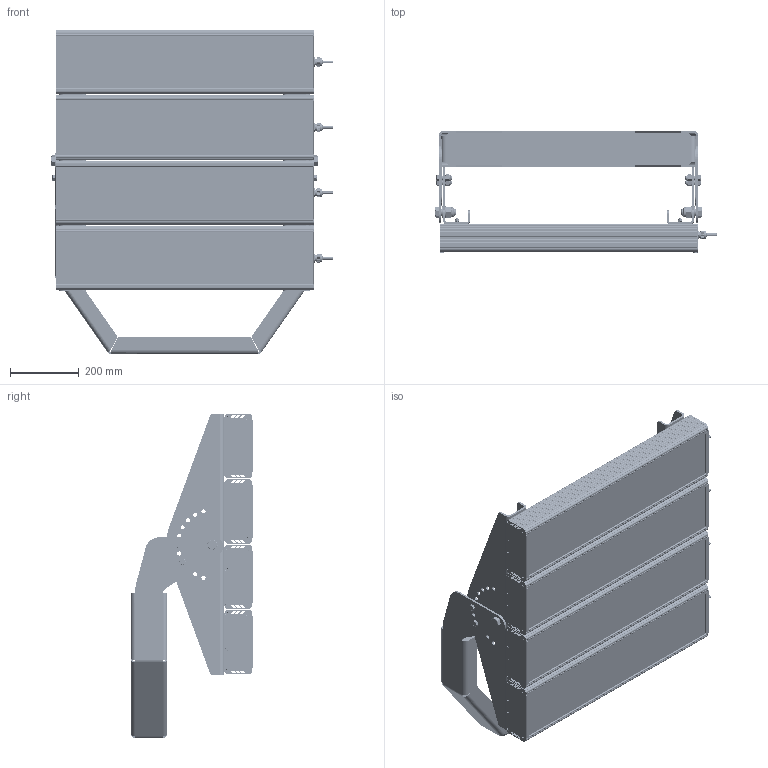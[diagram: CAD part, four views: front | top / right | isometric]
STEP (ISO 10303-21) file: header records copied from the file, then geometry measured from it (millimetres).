
FILE_DESCRIPTION(('STEP AP214'), '1');
FILE_NAME('001.0084.12.000 - ÃÑÓ Ýêñòðà Îïòèê Ì 600 (4õ150)', '2023-12-12T15:17:01', ('Åâãåíèé'), ('ÎÊÁ Ñâîé Ñòèëü'), 'C3D Converter', 'C3D Toolkit', '');
FILE_SCHEMA(('AUTOMOTIVE_DESIGN { 1 0 10303 214 3 1 1}'));
Length unit declared in the file: millimetre
Products named in the file (56): 001.0084.12.000; 001.0054.03.000; 001.0054.03.001х4; 001.0054.03.001х4-01; 001.0054.01.100; 001.0054.01.101; 001.0054.01.102; 001.0054.01.103
Assembly tree (114 placements, depth 4):
  001.0084.12.000
    001.0054.03.000
      001.0054.03.001х4
      001.0054.03.001х4-01
      (unnamed)
      (unnamed)  x4
      (unnamed)  x4
      (unnamed)  x3
      (unnamed)  x4
      (unnamed)  x4
      (unnamed)  x4
      001.0054.01.100
        001.0054.01.101
        001.0054.01.102
        001.0054.01.102
        001.0054.01.103
      (unnamed)
      (unnamed)  x2
      (unnamed)
      (unnamed)
      (unnamed)
      (unnamed)
      (unnamed)
      (unnamed)
      (unnamed)
      (unnamed)
      (unnamed)
      (unnamed)
      (unnamed)  x2
      (unnamed)
      (unnamed)
      (unnamed)
      (unnamed)
      (unnamed)
    (unnamed)  x4
      (unnamed)
      (unnamed)
      (unnamed)
      (unnamed)
      (unnamed)
      (unnamed)
      (unnamed)
      (unnamed)
      (unnamed)
        (unnamed)
      (unnamed)
        (unnamed)
        (unnamed)
        (unnamed)  x13
        (unnamed)
        (unnamed)
        (unnamed)
        (unnamed)
        (unnamed)
        (unnamed)
        (unnamed)
Bounding box: 819.43 x 356.1 x 942.69 mm (x, y, z)
Volume: 14339044.3 mm3; surface area: 8952884.8 mm2
Topology: 2242 solids, 2242 shells, 31113 faces, 71225 edges, 47632 vertices
Faces by surface type: plane 22076, cylinder 7311, bspline 1060, cone 538, torus 64, sphere 64
Full cylindrical faces by diameter (mm): 1 x64, 2 x128, 2.5 x256, 2.8 x1600, 3.2 x64, 3.5 x384, 4 x48, 4.917 x8, 6 x8, 6.4 x8, 6.75 x8, 8 x48, 9 x832, 10 x8, 10.106 x4, 11 x8, 12 x42, 12.5 x4, 13 x8, 14 x3, 16 x4, 17.294 x2, 18 x4, 18.5 x12, 20 x10, 21 x4, 21.6 x2, 22 x4, 23.5 x4, 30 x2
Entity records: 139719 total; most frequent: CARTESIAN_POINT 61198, DIRECTION 12316, ORIENTED_EDGE 11618, EDGE_CURVE 5809, AXIS2_PLACEMENT_3D 4482, VERTEX_POINT 3969, LINE 3352, VECTOR 3352
